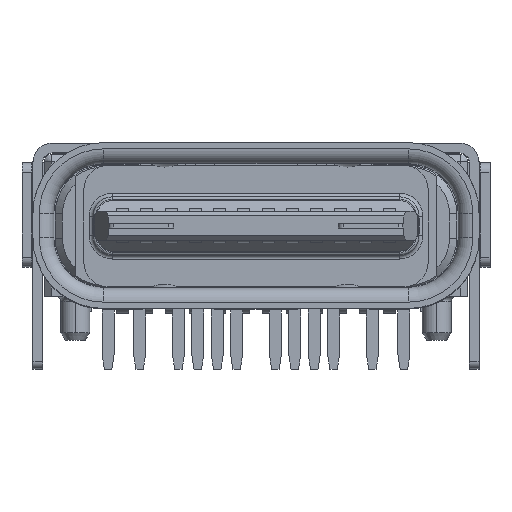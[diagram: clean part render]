
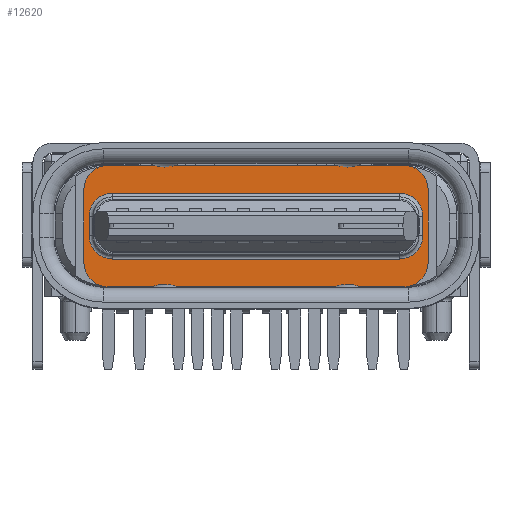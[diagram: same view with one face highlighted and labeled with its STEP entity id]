
A CAD part, top view. The second image highlights one B-rep face of the part: STEP entity #12620.
In plain terms, the highlighted planar face has unit normal (0, 0, 1).
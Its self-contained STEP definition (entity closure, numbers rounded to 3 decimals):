
#40 = VECTOR ( 'NONE', #9159, 1000. ) ;
#776 = DIRECTION ( 'NONE',  ( 1., 0., 0. ) ) ;
#784 = CARTESIAN_POINT ( 'NONE',  ( 2.96, -0.39, -3.55 ) ) ;
#977 = CIRCLE ( 'NONE', #6614, 0.5 ) ;
#1370 = DIRECTION ( 'NONE',  ( 1., 0., 0. ) ) ;
#1605 = EDGE_CURVE ( 'NONE', #16089, #2795, #12689, .T. ) ;
#1815 = CIRCLE ( 'NONE', #36336, 0.48 ) ;
#2644 = VERTEX_POINT ( 'NONE', #39189 ) ;
#2795 = VERTEX_POINT ( 'NONE', #33836 ) ;
#2891 = ORIENTED_EDGE ( 'NONE', *, *, #3572, .T. ) ;
#3022 = CIRCLE ( 'NONE', #34709, 0.48 ) ;
#3081 = DIRECTION ( 'NONE',  ( 1., 0., 0. ) ) ;
#3135 = VERTEX_POINT ( 'NONE', #18811 ) ;
#3172 = CARTESIAN_POINT ( 'NONE',  ( -3.05, 1.04, -3.55 ) ) ;
#3306 = ORIENTED_EDGE ( 'NONE', *, *, #37372, .F. ) ;
#3393 = EDGE_CURVE ( 'NONE', #21213, #25621, #28459, .T. ) ;
#3572 = EDGE_CURVE ( 'NONE', #3135, #9678, #9501, .T. ) ;
#3619 = DIRECTION ( 'NONE',  ( 0., 0., -1. ) ) ;
#3745 = EDGE_CURVE ( 'NONE', #42344, #35239, #28093, .T. ) ;
#4170 = ORIENTED_EDGE ( 'NONE', *, *, #34523, .F. ) ;
#4687 = CARTESIAN_POINT ( 'NONE',  ( -3.05, -0.96, -3.55 ) ) ;
#4733 = CARTESIAN_POINT ( 'NONE',  ( 3.55, 1.04, -3.55 ) ) ;
#4893 = ORIENTED_EDGE ( 'NONE', *, *, #3745, .F. ) ;
#5146 = EDGE_CURVE ( 'NONE', #17285, #2644, #13397, .T. ) ;
#5168 = AXIS2_PLACEMENT_3D ( 'NONE', #6613, #10371, #3081 ) ;
#5459 = CARTESIAN_POINT ( 'NONE',  ( 3.05, -0.46, -3.55 ) ) ;
#5566 = AXIS2_PLACEMENT_3D ( 'NONE', #37660, #37452, #7050 ) ;
#6613 = CARTESIAN_POINT ( 'NONE',  ( 2.96, 0.49, -3.55 ) ) ;
#6614 = AXIS2_PLACEMENT_3D ( 'NONE', #12264, #32534, #39143 ) ;
#6617 = VERTEX_POINT ( 'NONE', #27216 ) ;
#7050 = DIRECTION ( 'NONE',  ( 0., -1., 0. ) ) ;
#7340 = VERTEX_POINT ( 'NONE', #17357 ) ;
#8422 = CIRCLE ( 'NONE', #17573, 0.5 ) ;
#8638 = CARTESIAN_POINT ( 'NONE',  ( -2.96, -0.39, -3.55 ) ) ;
#9159 = DIRECTION ( 'NONE',  ( 0., -1., 0. ) ) ;
#9402 = LINE ( 'NONE', #32766, #31990 ) ;
#9501 = LINE ( 'NONE', #29543, #34649 ) ;
#9678 = VERTEX_POINT ( 'NONE', #31640 ) ;
#9833 = FACE_OUTER_BOUND ( 'NONE', #32293, .T. ) ;
#10186 = CARTESIAN_POINT ( 'NONE',  ( -2.96, 0.09, -3.55 ) ) ;
#10371 = DIRECTION ( 'NONE',  ( 0., 0., 1. ) ) ;
#11556 = VECTOR ( 'NONE', #14220, 1000. ) ;
#12264 = CARTESIAN_POINT ( 'NONE',  ( 3.05, 1.04, -3.55 ) ) ;
#12620 = ADVANCED_FACE ( 'NONE', ( #9833, #36711 ), #14663, .T. ) ;
#12689 = LINE ( 'NONE', #42422, #40 ) ;
#13397 = LINE ( 'NONE', #30362, #34077 ) ;
#13462 = ORIENTED_EDGE ( 'NONE', *, *, #5146, .T. ) ;
#13526 = EDGE_CURVE ( 'NONE', #7340, #42344, #977, .T. ) ;
#13866 = EDGE_CURVE ( 'NONE', #6617, #16018, #30975, .T. ) ;
#14214 = CARTESIAN_POINT ( 'NONE',  ( 0., 0.29, -3.55 ) ) ;
#14220 = DIRECTION ( 'NONE',  ( -1., 0., 0. ) ) ;
#14382 = ORIENTED_EDGE ( 'NONE', *, *, #13866, .T. ) ;
#14663 = PLANE ( 'NONE',  #26964 ) ;
#14763 = EDGE_CURVE ( 'NONE', #24089, #17943, #9402, .T. ) ;
#16018 = VERTEX_POINT ( 'NONE', #8638 ) ;
#16089 = VERTEX_POINT ( 'NONE', #28916 ) ;
#17083 = VECTOR ( 'NONE', #41525, 1000. ) ;
#17278 = DIRECTION ( 'NONE',  ( -1., 0., 0. ) ) ;
#17285 = VERTEX_POINT ( 'NONE', #33308 ) ;
#17357 = CARTESIAN_POINT ( 'NONE',  ( 3.05, 1.54, -3.55 ) ) ;
#17448 = EDGE_CURVE ( 'NONE', #24089, #2644, #1815, .T. ) ;
#17573 = AXIS2_PLACEMENT_3D ( 'NONE', #3172, #3619, #17278 ) ;
#17658 = DIRECTION ( 'NONE',  ( 0., 1., 0. ) ) ;
#17943 = VERTEX_POINT ( 'NONE', #37871 ) ;
#18031 = DIRECTION ( 'NONE',  ( 1., 0., 0. ) ) ;
#18454 = DIRECTION ( 'NONE',  ( 0., 0., -1. ) ) ;
#18811 = CARTESIAN_POINT ( 'NONE',  ( 3.44, 0.49, -3.55 ) ) ;
#19881 = CARTESIAN_POINT ( 'NONE',  ( 3.05, -0.96, -3.55 ) ) ;
#20091 = DIRECTION ( 'NONE',  ( 0., 0., 1. ) ) ;
#20182 = EDGE_CURVE ( 'NONE', #21213, #2795, #40776, .T. ) ;
#20832 = DIRECTION ( 'NONE',  ( 0., 0., 1. ) ) ;
#21213 = VERTEX_POINT ( 'NONE', #22330 ) ;
#21597 = ORIENTED_EDGE ( 'NONE', *, *, #33258, .F. ) ;
#22190 = CARTESIAN_POINT ( 'NONE',  ( 3.05, 1.54, -3.55 ) ) ;
#22330 = CARTESIAN_POINT ( 'NONE',  ( -3.05, -0.96, -3.55 ) ) ;
#22385 = CARTESIAN_POINT ( 'NONE',  ( 2.96, 0.09, -3.55 ) ) ;
#23262 = AXIS2_PLACEMENT_3D ( 'NONE', #5459, #18454, #18031 ) ;
#23314 = DIRECTION ( 'NONE',  ( 0., 1., 0. ) ) ;
#23630 = DIRECTION ( 'NONE',  ( -1., 0., 0. ) ) ;
#24089 = VERTEX_POINT ( 'NONE', #34474 ) ;
#24826 = DIRECTION ( 'NONE',  ( 0., -1., 0. ) ) ;
#25027 = CARTESIAN_POINT ( 'NONE',  ( -3.05, 1.54, -3.55 ) ) ;
#25621 = VERTEX_POINT ( 'NONE', #19881 ) ;
#25943 = DIRECTION ( 'NONE',  ( 1., 0., 0. ) ) ;
#26034 = ORIENTED_EDGE ( 'NONE', *, *, #13526, .F. ) ;
#26089 = EDGE_CURVE ( 'NONE', #3135, #17943, #39642, .T. ) ;
#26964 = AXIS2_PLACEMENT_3D ( 'NONE', #14214, #20832, #776 ) ;
#26970 = CARTESIAN_POINT ( 'NONE',  ( 3.55, -0.46, -3.55 ) ) ;
#27129 = CIRCLE ( 'NONE', #33455, 0.48 ) ;
#27216 = CARTESIAN_POINT ( 'NONE',  ( 2.96, -0.39, -3.55 ) ) ;
#28093 = LINE ( 'NONE', #4733, #17083 ) ;
#28459 = LINE ( 'NONE', #4687, #40993 ) ;
#28834 = ORIENTED_EDGE ( 'NONE', *, *, #39821, .F. ) ;
#28916 = CARTESIAN_POINT ( 'NONE',  ( -3.55, 1.04, -3.55 ) ) ;
#29543 = CARTESIAN_POINT ( 'NONE',  ( 3.44, 0.49, -3.55 ) ) ;
#30362 = CARTESIAN_POINT ( 'NONE',  ( -3.44, 0.09, -3.55 ) ) ;
#30438 = DIRECTION ( 'NONE',  ( 0., 0., 1. ) ) ;
#30975 = LINE ( 'NONE', #784, #11556 ) ;
#31074 = ORIENTED_EDGE ( 'NONE', *, *, #14763, .T. ) ;
#31098 = CARTESIAN_POINT ( 'NONE',  ( -2.96, 0.49, -3.55 ) ) ;
#31221 = CARTESIAN_POINT ( 'NONE',  ( 3.55, 1.04, -3.55 ) ) ;
#31453 = ORIENTED_EDGE ( 'NONE', *, *, #37766, .T. ) ;
#31640 = CARTESIAN_POINT ( 'NONE',  ( 3.44, 0.09, -3.55 ) ) ;
#31990 = VECTOR ( 'NONE', #25943, 1000. ) ;
#32293 = EDGE_LOOP ( 'NONE', ( #21597, #35362, #41444, #39943, #4170, #4893, #26034, #31453 ) ) ;
#32534 = DIRECTION ( 'NONE',  ( 0., 0., -1. ) ) ;
#32766 = CARTESIAN_POINT ( 'NONE',  ( -2.96, 0.97, -3.55 ) ) ;
#33039 = VERTEX_POINT ( 'NONE', #25027 ) ;
#33258 = EDGE_CURVE ( 'NONE', #16089, #33039, #8422, .T. ) ;
#33308 = CARTESIAN_POINT ( 'NONE',  ( -3.44, 0.09, -3.55 ) ) ;
#33324 = VECTOR ( 'NONE', #35647, 1000. ) ;
#33455 = AXIS2_PLACEMENT_3D ( 'NONE', #10186, #20091, #23630 ) ;
#33836 = CARTESIAN_POINT ( 'NONE',  ( -3.55, -0.46, -3.55 ) ) ;
#34077 = VECTOR ( 'NONE', #23314, 1000. ) ;
#34474 = CARTESIAN_POINT ( 'NONE',  ( -2.96, 0.97, -3.55 ) ) ;
#34523 = EDGE_CURVE ( 'NONE', #35239, #25621, #38733, .T. ) ;
#34649 = VECTOR ( 'NONE', #39669, 1000. ) ;
#34709 = AXIS2_PLACEMENT_3D ( 'NONE', #22385, #42215, #24826 ) ;
#35239 = VERTEX_POINT ( 'NONE', #26970 ) ;
#35289 = ORIENTED_EDGE ( 'NONE', *, *, #17448, .F. ) ;
#35362 = ORIENTED_EDGE ( 'NONE', *, *, #1605, .T. ) ;
#35647 = DIRECTION ( 'NONE',  ( -1., 0., 0. ) ) ;
#35868 = LINE ( 'NONE', #22190, #33324 ) ;
#36336 = AXIS2_PLACEMENT_3D ( 'NONE', #31098, #30438, #17658 ) ;
#36711 = FACE_BOUND ( 'NONE', #40580, .T. ) ;
#37372 = EDGE_CURVE ( 'NONE', #6617, #9678, #3022, .T. ) ;
#37452 = DIRECTION ( 'NONE',  ( 0., 0., -1. ) ) ;
#37660 = CARTESIAN_POINT ( 'NONE',  ( -3.05, -0.46, -3.55 ) ) ;
#37766 = EDGE_CURVE ( 'NONE', #7340, #33039, #35868, .T. ) ;
#37871 = CARTESIAN_POINT ( 'NONE',  ( 2.96, 0.97, -3.55 ) ) ;
#38733 = CIRCLE ( 'NONE', #23262, 0.5 ) ;
#39143 = DIRECTION ( 'NONE',  ( 0., 1., 0. ) ) ;
#39189 = CARTESIAN_POINT ( 'NONE',  ( -3.44, 0.49, -3.55 ) ) ;
#39642 = CIRCLE ( 'NONE', #5168, 0.48 ) ;
#39669 = DIRECTION ( 'NONE',  ( 0., -1., 0. ) ) ;
#39821 = EDGE_CURVE ( 'NONE', #17285, #16018, #27129, .T. ) ;
#39943 = ORIENTED_EDGE ( 'NONE', *, *, #3393, .T. ) ;
#40580 = EDGE_LOOP ( 'NONE', ( #2891, #3306, #14382, #28834, #13462, #35289, #31074, #43221 ) ) ;
#40776 = CIRCLE ( 'NONE', #5566, 0.5 ) ;
#40993 = VECTOR ( 'NONE', #1370, 1000. ) ;
#41444 = ORIENTED_EDGE ( 'NONE', *, *, #20182, .F. ) ;
#41525 = DIRECTION ( 'NONE',  ( 0., -1., 0. ) ) ;
#42215 = DIRECTION ( 'NONE',  ( 0., 0., 1. ) ) ;
#42344 = VERTEX_POINT ( 'NONE', #31221 ) ;
#42422 = CARTESIAN_POINT ( 'NONE',  ( -3.55, 1.04, -3.55 ) ) ;
#43221 = ORIENTED_EDGE ( 'NONE', *, *, #26089, .F. ) ;
